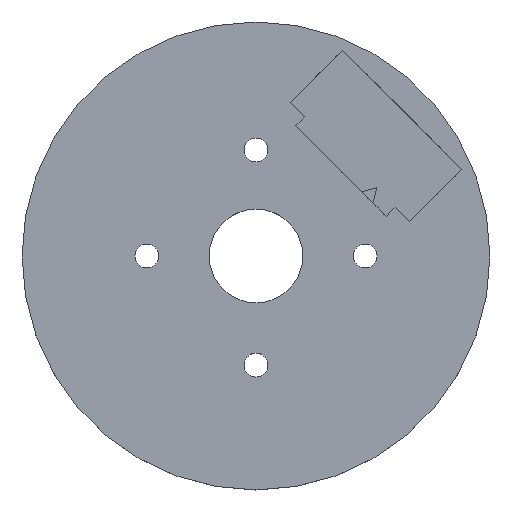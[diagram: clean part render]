
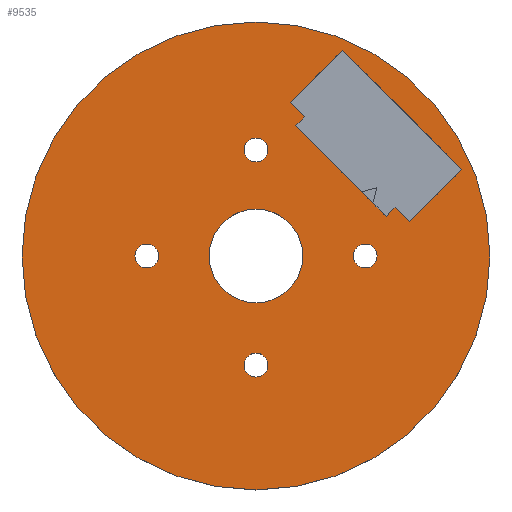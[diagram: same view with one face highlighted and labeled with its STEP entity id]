
A CAD part, top view. The second image highlights one B-rep face of the part: STEP entity #9535.
In plain terms, the highlighted planar face has unit normal (0, 0, 1).
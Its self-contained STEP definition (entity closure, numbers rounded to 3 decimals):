
#9451 = EDGE_CURVE('',#9452,#9452,#9454,.T.);
#9452 = VERTEX_POINT('',#9453);
#9453 = CARTESIAN_POINT('',(7.5,0.,0.98));
#9454 = SURFACE_CURVE('',#9455,(#9460,#9472),.PCURVE_S1.);
#9455 = CIRCLE('',#9456,7.5);
#9456 = AXIS2_PLACEMENT_3D('',#9457,#9458,#9459);
#9457 = CARTESIAN_POINT('',(0.,0.,0.98));
#9458 = DIRECTION('',(0.,0.,1.));
#9459 = DIRECTION('',(1.,0.,-0.));
#9460 = PCURVE('',#9461,#9466);
#9461 = CYLINDRICAL_SURFACE('',#9462,7.5);
#9462 = AXIS2_PLACEMENT_3D('',#9463,#9464,#9465);
#9463 = CARTESIAN_POINT('',(0.,0.,0.));
#9464 = DIRECTION('',(0.,0.,1.));
#9465 = DIRECTION('',(1.,0.,-0.));
#9466 = DEFINITIONAL_REPRESENTATION('',(#9467),#9471);
#9467 = LINE('',#9468,#9469);
#9468 = CARTESIAN_POINT('',(0.,0.98));
#9469 = VECTOR('',#9470,1.);
#9470 = DIRECTION('',(1.,0.));
#9471 = ( GEOMETRIC_REPRESENTATION_CONTEXT(2) 
PARAMETRIC_REPRESENTATION_CONTEXT() REPRESENTATION_CONTEXT('2D SPACE',''
  ) );
#9472 = PCURVE('',#9473,#9478);
#9473 = PLANE('',#9474);
#9474 = AXIS2_PLACEMENT_3D('',#9475,#9476,#9477);
#9475 = CARTESIAN_POINT('',(0.,0.,0.98));
#9476 = DIRECTION('',(0.,0.,1.));
#9477 = DIRECTION('',(1.,0.,-0.));
#9478 = DEFINITIONAL_REPRESENTATION('',(#9479),#9483);
#9479 = CIRCLE('',#9480,7.5);
#9480 = AXIS2_PLACEMENT_2D('',#9481,#9482);
#9481 = CARTESIAN_POINT('',(0.,0.));
#9482 = DIRECTION('',(1.,0.));
#9483 = ( GEOMETRIC_REPRESENTATION_CONTEXT(2) 
PARAMETRIC_REPRESENTATION_CONTEXT() REPRESENTATION_CONTEXT('2D SPACE',''
  ) );
#9535 = ADVANCED_FACE('',(#9536,#9539,#9570,#9601,#9632,#9663),#9473,.T.
  );
#9536 = FACE_BOUND('',#9537,.T.);
#9537 = EDGE_LOOP('',(#9538));
#9538 = ORIENTED_EDGE('',*,*,#9451,.T.);
#9539 = FACE_BOUND('',#9540,.T.);
#9540 = EDGE_LOOP('',(#9541));
#9541 = ORIENTED_EDGE('',*,*,#9542,.F.);
#9542 = EDGE_CURVE('',#9543,#9543,#9545,.T.);
#9543 = VERTEX_POINT('',#9544);
#9544 = CARTESIAN_POINT('',(0.381,-3.5,0.98));
#9545 = SURFACE_CURVE('',#9546,(#9551,#9558),.PCURVE_S1.);
#9546 = CIRCLE('',#9547,0.381);
#9547 = AXIS2_PLACEMENT_3D('',#9548,#9549,#9550);
#9548 = CARTESIAN_POINT('',(0.,-3.5,0.98));
#9549 = DIRECTION('',(0.,0.,1.));
#9550 = DIRECTION('',(1.,0.,-0.));
#9551 = PCURVE('',#9473,#9552);
#9552 = DEFINITIONAL_REPRESENTATION('',(#9553),#9557);
#9553 = CIRCLE('',#9554,0.381);
#9554 = AXIS2_PLACEMENT_2D('',#9555,#9556);
#9555 = CARTESIAN_POINT('',(0.,-3.5));
#9556 = DIRECTION('',(1.,0.));
#9557 = ( GEOMETRIC_REPRESENTATION_CONTEXT(2) 
PARAMETRIC_REPRESENTATION_CONTEXT() REPRESENTATION_CONTEXT('2D SPACE',''
  ) );
#9558 = PCURVE('',#9559,#9564);
#9559 = CYLINDRICAL_SURFACE('',#9560,0.381);
#9560 = AXIS2_PLACEMENT_3D('',#9561,#9562,#9563);
#9561 = CARTESIAN_POINT('',(0.,-3.5,-0.01));
#9562 = DIRECTION('',(0.,0.,1.));
#9563 = DIRECTION('',(1.,0.,-0.));
#9564 = DEFINITIONAL_REPRESENTATION('',(#9565),#9569);
#9565 = LINE('',#9566,#9567);
#9566 = CARTESIAN_POINT('',(0.,0.99));
#9567 = VECTOR('',#9568,1.);
#9568 = DIRECTION('',(1.,0.));
#9569 = ( GEOMETRIC_REPRESENTATION_CONTEXT(2) 
PARAMETRIC_REPRESENTATION_CONTEXT() REPRESENTATION_CONTEXT('2D SPACE',''
  ) );
#9570 = FACE_BOUND('',#9571,.T.);
#9571 = EDGE_LOOP('',(#9572));
#9572 = ORIENTED_EDGE('',*,*,#9573,.F.);
#9573 = EDGE_CURVE('',#9574,#9574,#9576,.T.);
#9574 = VERTEX_POINT('',#9575);
#9575 = CARTESIAN_POINT('',(-3.119,0.,0.98));
#9576 = SURFACE_CURVE('',#9577,(#9582,#9589),.PCURVE_S1.);
#9577 = CIRCLE('',#9578,0.381);
#9578 = AXIS2_PLACEMENT_3D('',#9579,#9580,#9581);
#9579 = CARTESIAN_POINT('',(-3.5,0.,0.98));
#9580 = DIRECTION('',(0.,0.,1.));
#9581 = DIRECTION('',(1.,0.,-0.));
#9582 = PCURVE('',#9473,#9583);
#9583 = DEFINITIONAL_REPRESENTATION('',(#9584),#9588);
#9584 = CIRCLE('',#9585,0.381);
#9585 = AXIS2_PLACEMENT_2D('',#9586,#9587);
#9586 = CARTESIAN_POINT('',(-3.5,0.));
#9587 = DIRECTION('',(1.,0.));
#9588 = ( GEOMETRIC_REPRESENTATION_CONTEXT(2) 
PARAMETRIC_REPRESENTATION_CONTEXT() REPRESENTATION_CONTEXT('2D SPACE',''
  ) );
#9589 = PCURVE('',#9590,#9595);
#9590 = CYLINDRICAL_SURFACE('',#9591,0.381);
#9591 = AXIS2_PLACEMENT_3D('',#9592,#9593,#9594);
#9592 = CARTESIAN_POINT('',(-3.5,0.,-0.01));
#9593 = DIRECTION('',(0.,0.,1.));
#9594 = DIRECTION('',(1.,0.,-0.));
#9595 = DEFINITIONAL_REPRESENTATION('',(#9596),#9600);
#9596 = LINE('',#9597,#9598);
#9597 = CARTESIAN_POINT('',(0.,0.99));
#9598 = VECTOR('',#9599,1.);
#9599 = DIRECTION('',(1.,0.));
#9600 = ( GEOMETRIC_REPRESENTATION_CONTEXT(2) 
PARAMETRIC_REPRESENTATION_CONTEXT() REPRESENTATION_CONTEXT('2D SPACE',''
  ) );
#9601 = FACE_BOUND('',#9602,.T.);
#9602 = EDGE_LOOP('',(#9603));
#9603 = ORIENTED_EDGE('',*,*,#9604,.F.);
#9604 = EDGE_CURVE('',#9605,#9605,#9607,.T.);
#9605 = VERTEX_POINT('',#9606);
#9606 = CARTESIAN_POINT('',(1.5,0.,0.98));
#9607 = SURFACE_CURVE('',#9608,(#9613,#9620),.PCURVE_S1.);
#9608 = CIRCLE('',#9609,1.5);
#9609 = AXIS2_PLACEMENT_3D('',#9610,#9611,#9612);
#9610 = CARTESIAN_POINT('',(0.,0.,0.98));
#9611 = DIRECTION('',(0.,0.,1.));
#9612 = DIRECTION('',(1.,0.,-0.));
#9613 = PCURVE('',#9473,#9614);
#9614 = DEFINITIONAL_REPRESENTATION('',(#9615),#9619);
#9615 = CIRCLE('',#9616,1.5);
#9616 = AXIS2_PLACEMENT_2D('',#9617,#9618);
#9617 = CARTESIAN_POINT('',(0.,0.));
#9618 = DIRECTION('',(1.,0.));
#9619 = ( GEOMETRIC_REPRESENTATION_CONTEXT(2) 
PARAMETRIC_REPRESENTATION_CONTEXT() REPRESENTATION_CONTEXT('2D SPACE',''
  ) );
#9620 = PCURVE('',#9621,#9626);
#9621 = CYLINDRICAL_SURFACE('',#9622,1.5);
#9622 = AXIS2_PLACEMENT_3D('',#9623,#9624,#9625);
#9623 = CARTESIAN_POINT('',(0.,0.,-0.01));
#9624 = DIRECTION('',(0.,0.,1.));
#9625 = DIRECTION('',(1.,0.,-0.));
#9626 = DEFINITIONAL_REPRESENTATION('',(#9627),#9631);
#9627 = LINE('',#9628,#9629);
#9628 = CARTESIAN_POINT('',(0.,0.99));
#9629 = VECTOR('',#9630,1.);
#9630 = DIRECTION('',(1.,0.));
#9631 = ( GEOMETRIC_REPRESENTATION_CONTEXT(2) 
PARAMETRIC_REPRESENTATION_CONTEXT() REPRESENTATION_CONTEXT('2D SPACE',''
  ) );
#9632 = FACE_BOUND('',#9633,.T.);
#9633 = EDGE_LOOP('',(#9634));
#9634 = ORIENTED_EDGE('',*,*,#9635,.F.);
#9635 = EDGE_CURVE('',#9636,#9636,#9638,.T.);
#9636 = VERTEX_POINT('',#9637);
#9637 = CARTESIAN_POINT('',(3.881,0.,0.98));
#9638 = SURFACE_CURVE('',#9639,(#9644,#9651),.PCURVE_S1.);
#9639 = CIRCLE('',#9640,0.381);
#9640 = AXIS2_PLACEMENT_3D('',#9641,#9642,#9643);
#9641 = CARTESIAN_POINT('',(3.5,0.,0.98));
#9642 = DIRECTION('',(0.,0.,1.));
#9643 = DIRECTION('',(1.,0.,-0.));
#9644 = PCURVE('',#9473,#9645);
#9645 = DEFINITIONAL_REPRESENTATION('',(#9646),#9650);
#9646 = CIRCLE('',#9647,0.381);
#9647 = AXIS2_PLACEMENT_2D('',#9648,#9649);
#9648 = CARTESIAN_POINT('',(3.5,0.));
#9649 = DIRECTION('',(1.,0.));
#9650 = ( GEOMETRIC_REPRESENTATION_CONTEXT(2) 
PARAMETRIC_REPRESENTATION_CONTEXT() REPRESENTATION_CONTEXT('2D SPACE',''
  ) );
#9651 = PCURVE('',#9652,#9657);
#9652 = CYLINDRICAL_SURFACE('',#9653,0.381);
#9653 = AXIS2_PLACEMENT_3D('',#9654,#9655,#9656);
#9654 = CARTESIAN_POINT('',(3.5,0.,-0.01));
#9655 = DIRECTION('',(0.,0.,1.));
#9656 = DIRECTION('',(1.,0.,-0.));
#9657 = DEFINITIONAL_REPRESENTATION('',(#9658),#9662);
#9658 = LINE('',#9659,#9660);
#9659 = CARTESIAN_POINT('',(0.,0.99));
#9660 = VECTOR('',#9661,1.);
#9661 = DIRECTION('',(1.,0.));
#9662 = ( GEOMETRIC_REPRESENTATION_CONTEXT(2) 
PARAMETRIC_REPRESENTATION_CONTEXT() REPRESENTATION_CONTEXT('2D SPACE',''
  ) );
#9663 = FACE_BOUND('',#9664,.T.);
#9664 = EDGE_LOOP('',(#9665));
#9665 = ORIENTED_EDGE('',*,*,#9666,.F.);
#9666 = EDGE_CURVE('',#9667,#9667,#9669,.T.);
#9667 = VERTEX_POINT('',#9668);
#9668 = CARTESIAN_POINT('',(0.381,3.4,0.98));
#9669 = SURFACE_CURVE('',#9670,(#9675,#9682),.PCURVE_S1.);
#9670 = CIRCLE('',#9671,0.381);
#9671 = AXIS2_PLACEMENT_3D('',#9672,#9673,#9674);
#9672 = CARTESIAN_POINT('',(0.,3.4,0.98));
#9673 = DIRECTION('',(0.,0.,1.));
#9674 = DIRECTION('',(1.,0.,-0.));
#9675 = PCURVE('',#9473,#9676);
#9676 = DEFINITIONAL_REPRESENTATION('',(#9677),#9681);
#9677 = CIRCLE('',#9678,0.381);
#9678 = AXIS2_PLACEMENT_2D('',#9679,#9680);
#9679 = CARTESIAN_POINT('',(0.,3.4));
#9680 = DIRECTION('',(1.,0.));
#9681 = ( GEOMETRIC_REPRESENTATION_CONTEXT(2) 
PARAMETRIC_REPRESENTATION_CONTEXT() REPRESENTATION_CONTEXT('2D SPACE',''
  ) );
#9682 = PCURVE('',#9683,#9688);
#9683 = CYLINDRICAL_SURFACE('',#9684,0.381);
#9684 = AXIS2_PLACEMENT_3D('',#9685,#9686,#9687);
#9685 = CARTESIAN_POINT('',(0.,3.4,-0.01));
#9686 = DIRECTION('',(0.,0.,1.));
#9687 = DIRECTION('',(1.,0.,-0.));
#9688 = DEFINITIONAL_REPRESENTATION('',(#9689),#9693);
#9689 = LINE('',#9690,#9691);
#9690 = CARTESIAN_POINT('',(0.,0.99));
#9691 = VECTOR('',#9692,1.);
#9692 = DIRECTION('',(1.,0.));
#9693 = ( GEOMETRIC_REPRESENTATION_CONTEXT(2) 
PARAMETRIC_REPRESENTATION_CONTEXT() REPRESENTATION_CONTEXT('2D SPACE',''
  ) );
